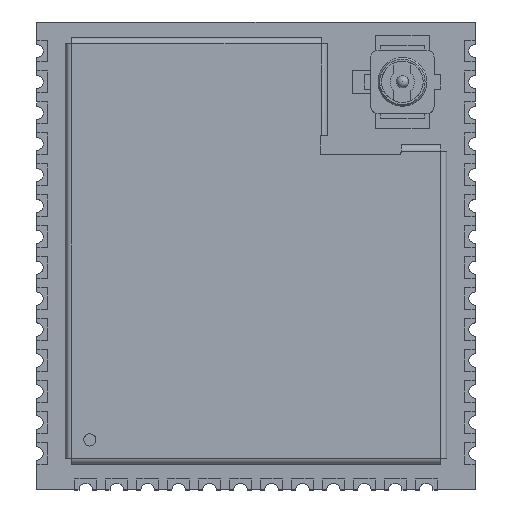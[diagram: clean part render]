
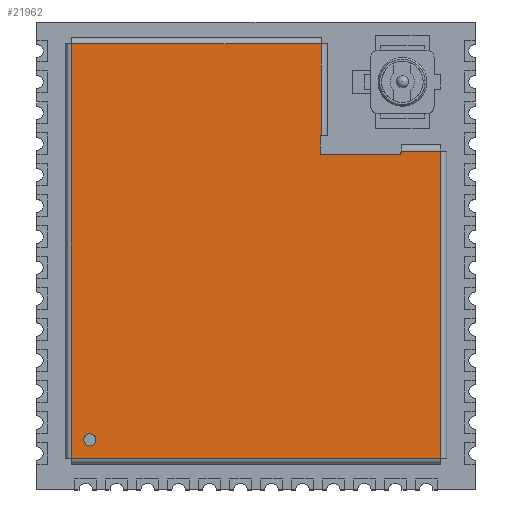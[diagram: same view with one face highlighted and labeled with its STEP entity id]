
A CAD part, top view. The second image highlights one B-rep face of the part: STEP entity #21962.
In plain terms, the highlighted planar face has unit normal (0, 0, 1).
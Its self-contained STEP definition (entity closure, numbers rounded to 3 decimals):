
#21936 = VERTEX_POINT('',#21937);
#21937 = CARTESIAN_POINT('',(-7.071,-7.701,3.2));
#21943 = EDGE_CURVE('',#21936,#21936,#21944,.T.);
#21944 = CIRCLE('',#21945,0.25);
#21945 = AXIS2_PLACEMENT_3D('',#21946,#21947,#21948);
#21946 = CARTESIAN_POINT('',(-6.821,-7.701,3.2));
#21947 = DIRECTION('',(0.,0.,1.));
#21948 = DIRECTION('',(1.,0.,0.));
#21962 = ADVANCED_FACE('',(#21963,#22064),#22067,.F.);
#21963 = FACE_BOUND('',#21964,.T.);
#21964 = EDGE_LOOP('',(#21965,#21976,#21984,#21992,#22000,#22008,#22016,
    #22024,#22032,#22041,#22049,#22058));
#21965 = ORIENTED_EDGE('',*,*,#21966,.F.);
#21966 = EDGE_CURVE('',#21967,#21969,#21971,.T.);
#21967 = VERTEX_POINT('',#21968);
#21968 = CARTESIAN_POINT('',(2.68,4.787,3.2));
#21969 = VERTEX_POINT('',#21970);
#21970 = CARTESIAN_POINT('',(2.63,4.7,3.2));
#21971 = CIRCLE('',#21972,0.1);
#21972 = AXIS2_PLACEMENT_3D('',#21973,#21974,#21975);
#21973 = CARTESIAN_POINT('',(2.73,4.7,3.2));
#21974 = DIRECTION('',(0.,0.,1.));
#21975 = DIRECTION('',(-1.,0.,0.));
#21976 = ORIENTED_EDGE('',*,*,#21977,.F.);
#21977 = EDGE_CURVE('',#21978,#21967,#21980,.T.);
#21978 = VERTEX_POINT('',#21979);
#21979 = CARTESIAN_POINT('',(2.68,8.55,3.2));
#21980 = LINE('',#21981,#21982);
#21981 = CARTESIAN_POINT('',(2.68,-8.8,3.2));
#21982 = VECTOR('',#21983,1.);
#21983 = DIRECTION('',(0.,-1.,0.));
#21984 = ORIENTED_EDGE('',*,*,#21985,.F.);
#21985 = EDGE_CURVE('',#21986,#21978,#21988,.T.);
#21986 = VERTEX_POINT('',#21987);
#21987 = CARTESIAN_POINT('',(-7.57,8.55,3.2));
#21988 = LINE('',#21989,#21990);
#21989 = CARTESIAN_POINT('',(-7.82,8.55,3.2));
#21990 = VECTOR('',#21991,1.);
#21991 = DIRECTION('',(1.,0.,0.));
#21992 = ORIENTED_EDGE('',*,*,#21993,.F.);
#21993 = EDGE_CURVE('',#21994,#21986,#21996,.T.);
#21994 = VERTEX_POINT('',#21995);
#21995 = CARTESIAN_POINT('',(-7.57,-8.45,3.2));
#21996 = LINE('',#21997,#21998);
#21997 = CARTESIAN_POINT('',(-7.57,-8.8,3.2));
#21998 = VECTOR('',#21999,1.);
#21999 = DIRECTION('',(0.,1.,0.));
#22000 = ORIENTED_EDGE('',*,*,#22001,.F.);
#22001 = EDGE_CURVE('',#22002,#21994,#22004,.T.);
#22002 = VERTEX_POINT('',#22003);
#22003 = CARTESIAN_POINT('',(7.58,-8.45,3.2));
#22004 = LINE('',#22005,#22006);
#22005 = CARTESIAN_POINT('',(-7.82,-8.45,3.2));
#22006 = VECTOR('',#22007,1.);
#22007 = DIRECTION('',(-1.,0.,0.));
#22008 = ORIENTED_EDGE('',*,*,#22009,.F.);
#22009 = EDGE_CURVE('',#22010,#22002,#22012,.T.);
#22010 = VERTEX_POINT('',#22011);
#22011 = CARTESIAN_POINT('',(7.58,4.15,3.2));
#22012 = LINE('',#22013,#22014);
#22013 = CARTESIAN_POINT('',(7.58,-8.8,3.2));
#22014 = VECTOR('',#22015,1.);
#22015 = DIRECTION('',(0.,-1.,0.));
#22016 = ORIENTED_EDGE('',*,*,#22017,.F.);
#22017 = EDGE_CURVE('',#22018,#22010,#22020,.T.);
#22018 = VERTEX_POINT('',#22019);
#22019 = CARTESIAN_POINT('',(5.95,4.15,3.2));
#22020 = LINE('',#22021,#22022);
#22021 = CARTESIAN_POINT('',(-7.82,4.15,3.2));
#22022 = VECTOR('',#22023,1.);
#22023 = DIRECTION('',(1.,0.,0.));
#22024 = ORIENTED_EDGE('',*,*,#22025,.T.);
#22025 = EDGE_CURVE('',#22018,#22026,#22028,.T.);
#22026 = VERTEX_POINT('',#22027);
#22027 = CARTESIAN_POINT('',(5.95,4.1,3.2));
#22028 = LINE('',#22029,#22030);
#22029 = CARTESIAN_POINT('',(5.95,4.8,3.2));
#22030 = VECTOR('',#22031,1.);
#22031 = DIRECTION('',(0.,-1.,0.));
#22032 = ORIENTED_EDGE('',*,*,#22033,.F.);
#22033 = EDGE_CURVE('',#22034,#22026,#22036,.T.);
#22034 = VERTEX_POINT('',#22035);
#22035 = CARTESIAN_POINT('',(5.85,4.,3.2));
#22036 = CIRCLE('',#22037,0.1);
#22037 = AXIS2_PLACEMENT_3D('',#22038,#22039,#22040);
#22038 = CARTESIAN_POINT('',(5.85,4.1,3.2));
#22039 = DIRECTION('',(0.,0.,1.));
#22040 = DIRECTION('',(-1.,0.,0.));
#22041 = ORIENTED_EDGE('',*,*,#22042,.F.);
#22042 = EDGE_CURVE('',#22043,#22034,#22045,.T.);
#22043 = VERTEX_POINT('',#22044);
#22044 = CARTESIAN_POINT('',(2.73,4.,3.2));
#22045 = LINE('',#22046,#22047);
#22046 = CARTESIAN_POINT('',(-7.82,4.,3.2));
#22047 = VECTOR('',#22048,1.);
#22048 = DIRECTION('',(1.,0.,0.));
#22049 = ORIENTED_EDGE('',*,*,#22050,.F.);
#22050 = EDGE_CURVE('',#22051,#22043,#22053,.T.);
#22051 = VERTEX_POINT('',#22052);
#22052 = CARTESIAN_POINT('',(2.63,4.1,3.2));
#22053 = CIRCLE('',#22054,0.1);
#22054 = AXIS2_PLACEMENT_3D('',#22055,#22056,#22057);
#22055 = CARTESIAN_POINT('',(2.73,4.1,3.2));
#22056 = DIRECTION('',(0.,0.,1.));
#22057 = DIRECTION('',(-1.,0.,0.));
#22058 = ORIENTED_EDGE('',*,*,#22059,.F.);
#22059 = EDGE_CURVE('',#21969,#22051,#22060,.T.);
#22060 = LINE('',#22061,#22062);
#22061 = CARTESIAN_POINT('',(2.63,-8.8,3.2));
#22062 = VECTOR('',#22063,1.);
#22063 = DIRECTION('',(0.,-1.,0.));
#22064 = FACE_BOUND('',#22065,.T.);
#22065 = EDGE_LOOP('',(#22066));
#22066 = ORIENTED_EDGE('',*,*,#21943,.F.);
#22067 = PLANE('',#22068);
#22068 = AXIS2_PLACEMENT_3D('',#22069,#22070,#22071);
#22069 = CARTESIAN_POINT('',(-7.82,-8.8,3.2));
#22070 = DIRECTION('',(0.,0.,-1.));
#22071 = DIRECTION('',(-1.,0.,0.));
